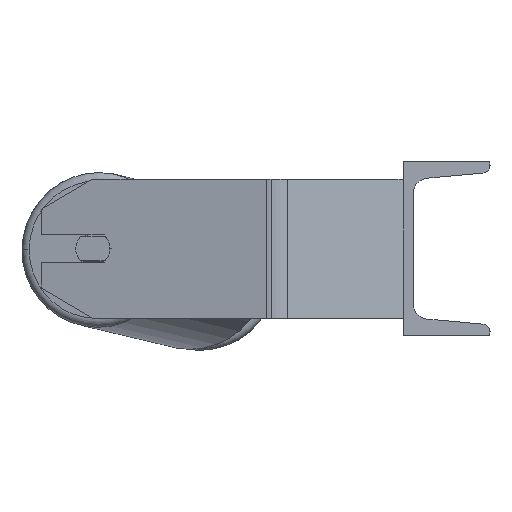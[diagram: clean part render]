
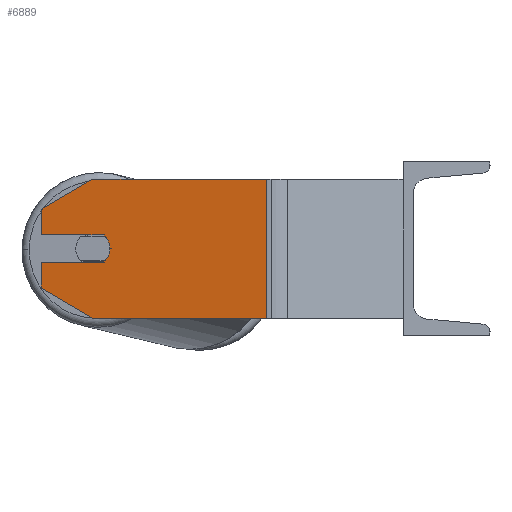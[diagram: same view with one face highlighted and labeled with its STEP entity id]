
A CAD part, left-side view. The second image highlights one B-rep face of the part: STEP entity #6889.
In plain terms, the highlighted planar face has unit normal (-0.985, 0.174, 0).
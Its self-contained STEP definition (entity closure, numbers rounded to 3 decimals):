
#101 = VERTEX_POINT ( 'NONE', #4433 ) ;
#156 = LINE ( 'NONE', #2985, #6786 ) ;
#157 = ORIENTED_EDGE ( 'NONE', *, *, #6888, .T. ) ;
#209 = DIRECTION ( 'NONE',  ( 0., 0., -1. ) ) ;
#307 = DIRECTION ( 'NONE',  ( 0.985, -0.174, 0. ) ) ;
#316 = VERTEX_POINT ( 'NONE', #5369 ) ;
#472 = CARTESIAN_POINT ( 'NONE',  ( -516.484, 178.29, 0. ) ) ;
#546 = CARTESIAN_POINT ( 'NONE',  ( -518.22, 168.442, 0. ) ) ;
#605 = VECTOR ( 'NONE', #8059, 1000. ) ;
#1092 = VERTEX_POINT ( 'NONE', #9137 ) ;
#1345 = CARTESIAN_POINT ( 'NONE',  ( -517.526, 172.381, -8. ) ) ;
#1420 = CARTESIAN_POINT ( 'NONE',  ( -511.274, 207.835, 8. ) ) ;
#1509 = AXIS2_PLACEMENT_3D ( 'NONE', #2402, #307, #8751 ) ;
#1574 = CARTESIAN_POINT ( 'NONE',  ( -516.484, 178.29, 40. ) ) ;
#1615 = DIRECTION ( 'NONE',  ( -0.174, -0.985, 0. ) ) ;
#1624 = VECTOR ( 'NONE', #8257, 1000. ) ;
#1676 = CIRCLE ( 'NONE', #5810, 10. ) ;
#1682 = CARTESIAN_POINT ( 'NONE',  ( -516.484, 178.29, -40. ) ) ;
#1723 = VECTOR ( 'NONE', #4921, 1000. ) ;
#1736 = VERTEX_POINT ( 'NONE', #1574 ) ;
#1739 = VERTEX_POINT ( 'NONE', #2173 ) ;
#1808 = EDGE_CURVE ( 'NONE', #1092, #8228, #7747, .T. ) ;
#1828 = DIRECTION ( 'NONE',  ( -0.985, 0.174, 0. ) ) ;
#1845 = CARTESIAN_POINT ( 'NONE',  ( -511.274, 207.835, 22.679 ) ) ;
#1887 = DIRECTION ( 'NONE',  ( 0.15, 0.853, -0.5 ) ) ;
#1895 = VERTEX_POINT ( 'NONE', #3092 ) ;
#2096 = CARTESIAN_POINT ( 'NONE',  ( -534.113, 78.311, 40. ) ) ;
#2097 = DIRECTION ( 'NONE',  ( -0.174, -0.985, 0. ) ) ;
#2112 = DIRECTION ( 'NONE',  ( 0.174, 0.985, 0. ) ) ;
#2160 = LINE ( 'NONE', #1420, #5342 ) ;
#2173 = CARTESIAN_POINT ( 'NONE',  ( -511.274, 207.835, 22.679 ) ) ;
#2217 = CARTESIAN_POINT ( 'NONE',  ( -516.484, 178.29, -40. ) ) ;
#2319 = LINE ( 'NONE', #5769, #7522 ) ;
#2352 = CARTESIAN_POINT ( 'NONE',  ( -511.274, 207.835, 40. ) ) ;
#2402 = CARTESIAN_POINT ( 'NONE',  ( -511.274, 207.835, 40. ) ) ;
#2499 = EDGE_CURVE ( 'NONE', #5223, #316, #5601, .T. ) ;
#2715 = EDGE_LOOP ( 'NONE', ( #157, #4840, #2782, #4586, #4464, #6802, #7941, #4124, #8586, #7044, #4426 ) ) ;
#2782 = ORIENTED_EDGE ( 'NONE', *, *, #5276, .T. ) ;
#2783 = VERTEX_POINT ( 'NONE', #546 ) ;
#2985 = CARTESIAN_POINT ( 'NONE',  ( -511.274, 207.835, 40. ) ) ;
#3092 = CARTESIAN_POINT ( 'NONE',  ( -511.274, 207.835, -8. ) ) ;
#3575 = CARTESIAN_POINT ( 'NONE',  ( -516.484, 178.29, 0. ) ) ;
#3718 = CARTESIAN_POINT ( 'NONE',  ( -511.274, 207.835, -40. ) ) ;
#3827 = EDGE_CURVE ( 'NONE', #1895, #4288, #5455, .T. ) ;
#4124 = ORIENTED_EDGE ( 'NONE', *, *, #6746, .F. ) ;
#4288 = VERTEX_POINT ( 'NONE', #7866 ) ;
#4310 = AXIS2_PLACEMENT_3D ( 'NONE', #472, #1828, #4724 ) ;
#4347 = EDGE_CURVE ( 'NONE', #1739, #101, #156, .T. ) ;
#4426 = ORIENTED_EDGE ( 'NONE', *, *, #3827, .F. ) ;
#4433 = CARTESIAN_POINT ( 'NONE',  ( -511.274, 207.835, 8. ) ) ;
#4447 = CARTESIAN_POINT ( 'NONE',  ( -534.113, 78.311, 40. ) ) ;
#4464 = ORIENTED_EDGE ( 'NONE', *, *, #5994, .F. ) ;
#4469 = LINE ( 'NONE', #2352, #605 ) ;
#4586 = ORIENTED_EDGE ( 'NONE', *, *, #2499, .F. ) ;
#4724 = DIRECTION ( 'NONE',  ( -0.174, -0.985, 0. ) ) ;
#4786 = VECTOR ( 'NONE', #1887, 1000. ) ;
#4840 = ORIENTED_EDGE ( 'NONE', *, *, #1808, .T. ) ;
#4921 = DIRECTION ( 'NONE',  ( 0., 0., -1. ) ) ;
#5223 = VERTEX_POINT ( 'NONE', #4447 ) ;
#5276 = EDGE_CURVE ( 'NONE', #8228, #316, #5938, .T. ) ;
#5342 = VECTOR ( 'NONE', #2112, 1000. ) ;
#5369 = CARTESIAN_POINT ( 'NONE',  ( -534.113, 78.311, -40. ) ) ;
#5396 = EDGE_CURVE ( 'NONE', #4288, #2783, #8282, .T. ) ;
#5455 = LINE ( 'NONE', #1345, #1624 ) ;
#5601 = LINE ( 'NONE', #2096, #1723 ) ;
#5769 = CARTESIAN_POINT ( 'NONE',  ( -511.274, 207.835, 40. ) ) ;
#5810 = AXIS2_PLACEMENT_3D ( 'NONE', #3575, #8405, #2097 ) ;
#5938 = LINE ( 'NONE', #3718, #9013 ) ;
#5994 = EDGE_CURVE ( 'NONE', #1736, #5223, #2319, .T. ) ;
#6223 = VECTOR ( 'NONE', #7838, 1000. ) ;
#6746 = EDGE_CURVE ( 'NONE', #8776, #101, #2160, .T. ) ;
#6786 = VECTOR ( 'NONE', #209, 1000. ) ;
#6802 = ORIENTED_EDGE ( 'NONE', *, *, #8805, .T. ) ;
#6888 = EDGE_CURVE ( 'NONE', #1895, #1092, #4469, .T. ) ;
#6889 = ADVANCED_FACE ( 'NONE', ( #7461 ), #8796, .F. ) ;
#6907 = LINE ( 'NONE', #1845, #4786 ) ;
#7044 = ORIENTED_EDGE ( 'NONE', *, *, #5396, .F. ) ;
#7311 = DIRECTION ( 'NONE',  ( -0.174, -0.985, 0. ) ) ;
#7461 = FACE_OUTER_BOUND ( 'NONE', #2715, .T. ) ;
#7498 = CARTESIAN_POINT ( 'NONE',  ( -517.526, 172.381, 8. ) ) ;
#7522 = VECTOR ( 'NONE', #1615, 1000. ) ;
#7747 = LINE ( 'NONE', #2217, #6223 ) ;
#7838 = DIRECTION ( 'NONE',  ( -0.15, -0.853, -0.5 ) ) ;
#7866 = CARTESIAN_POINT ( 'NONE',  ( -517.526, 172.381, -8. ) ) ;
#7941 = ORIENTED_EDGE ( 'NONE', *, *, #4347, .T. ) ;
#8059 = DIRECTION ( 'NONE',  ( 0., 0., -1. ) ) ;
#8186 = EDGE_CURVE ( 'NONE', #2783, #8776, #1676, .T. ) ;
#8228 = VERTEX_POINT ( 'NONE', #1682 ) ;
#8257 = DIRECTION ( 'NONE',  ( -0.174, -0.985, 0. ) ) ;
#8282 = CIRCLE ( 'NONE', #4310, 10. ) ;
#8405 = DIRECTION ( 'NONE',  ( -0.985, 0.174, 0. ) ) ;
#8586 = ORIENTED_EDGE ( 'NONE', *, *, #8186, .F. ) ;
#8751 = DIRECTION ( 'NONE',  ( 0.174, 0.985, 0. ) ) ;
#8776 = VERTEX_POINT ( 'NONE', #7498 ) ;
#8796 = PLANE ( 'NONE',  #1509 ) ;
#8805 = EDGE_CURVE ( 'NONE', #1736, #1739, #6907, .T. ) ;
#9013 = VECTOR ( 'NONE', #7311, 1000. ) ;
#9137 = CARTESIAN_POINT ( 'NONE',  ( -511.274, 207.835, -22.679 ) ) ;
